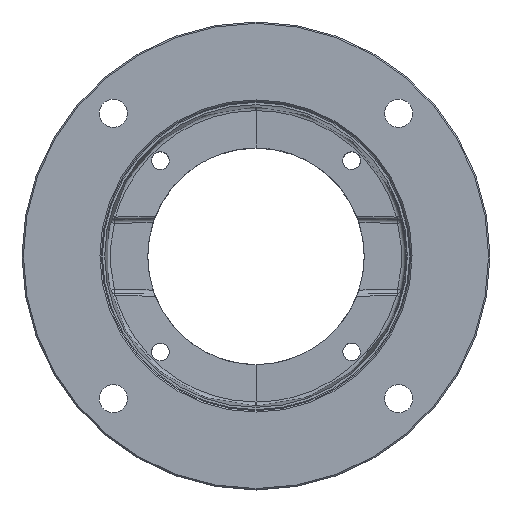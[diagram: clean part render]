
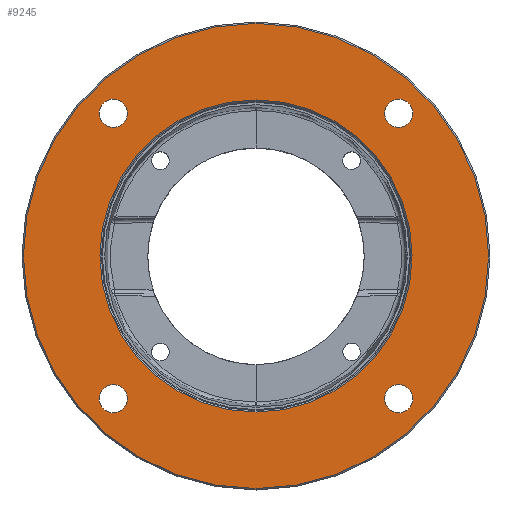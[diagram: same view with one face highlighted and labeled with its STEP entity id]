
A CAD part, top view. The second image highlights one B-rep face of the part: STEP entity #9245.
In plain terms, the highlighted planar face has unit normal (0, 0, 1).
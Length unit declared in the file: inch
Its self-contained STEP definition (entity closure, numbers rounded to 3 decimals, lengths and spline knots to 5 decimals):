
#12=CARTESIAN_POINT('',(0.,0.,-0.06));
#13=DIRECTION('',(0.,0.,1.));
#14=DIRECTION('',(0.,1.,0.));
#15=AXIS2_PLACEMENT_3D('',#12,#13,#14);
#21=CARTESIAN_POINT('',(0.,0.,-0.06));
#22=DIRECTION('',(0.,0.,-1.));
#23=DIRECTION('',(0.,1.,0.));
#24=AXIS2_PLACEMENT_3D('',#21,#22,#23);
#465=CARTESIAN_POINT('',(-2.07713,2.07713,-0.06));
#466=DIRECTION('',(0.,0.,-1.));
#467=DIRECTION('',(-0.707,0.707,0.));
#468=AXIS2_PLACEMENT_3D('',#465,#466,#467);
#470=CARTESIAN_POINT('',(-2.07713,2.07713,-0.06));
#471=DIRECTION('',(0.,0.,-1.));
#472=DIRECTION('',(0.707,-0.707,0.));
#473=AXIS2_PLACEMENT_3D('',#470,#471,#472);
#475=CARTESIAN_POINT('',(-2.07713,-2.07713,-0.06));
#476=DIRECTION('',(0.,0.,-1.));
#477=DIRECTION('',(-0.707,-0.707,0.));
#478=AXIS2_PLACEMENT_3D('',#475,#476,#477);
#480=CARTESIAN_POINT('',(-2.07713,-2.07713,-0.06));
#481=DIRECTION('',(0.,0.,-1.));
#482=DIRECTION('',(0.707,0.707,0.));
#483=AXIS2_PLACEMENT_3D('',#480,#481,#482);
#485=CARTESIAN_POINT('',(2.07713,-2.07713,-0.06));
#486=DIRECTION('',(0.,0.,-1.));
#487=DIRECTION('',(0.707,-0.707,0.));
#488=AXIS2_PLACEMENT_3D('',#485,#486,#487);
#490=CARTESIAN_POINT('',(2.07713,-2.07713,-0.06));
#491=DIRECTION('',(0.,0.,-1.));
#492=DIRECTION('',(-0.707,0.707,0.));
#493=AXIS2_PLACEMENT_3D('',#490,#491,#492);
#495=CARTESIAN_POINT('',(2.07713,2.07713,-0.06));
#496=DIRECTION('',(0.,0.,-1.));
#497=DIRECTION('',(0.707,0.707,0.));
#498=AXIS2_PLACEMENT_3D('',#495,#496,#497);
#500=CARTESIAN_POINT('',(2.07713,2.07713,-0.06));
#501=DIRECTION('',(0.,0.,-1.));
#502=DIRECTION('',(-0.707,-0.707,0.));
#503=AXIS2_PLACEMENT_3D('',#500,#501,#502);
#505=CARTESIAN_POINT('',(0.,0.,-0.06));
#506=DIRECTION('',(0.,0.,1.));
#507=DIRECTION('',(0.,1.,0.));
#508=AXIS2_PLACEMENT_3D('',#505,#506,#507);
#510=CARTESIAN_POINT('',(0.,0.,-0.06));
#511=DIRECTION('',(0.,0.,1.));
#512=DIRECTION('',(0.,-1.,0.));
#513=AXIS2_PLACEMENT_3D('',#510,#511,#512);
#8180=CARTESIAN_POINT('',(0.,3.385,-0.06));
#8181=CARTESIAN_POINT('',(0.,-3.385,-0.06));
#8182=VERTEX_POINT('',#8180);
#8183=VERTEX_POINT('',#8181);
#8208=CARTESIAN_POINT('',(-2.22208,2.22208,-0.06));
#8209=CARTESIAN_POINT('',(-1.93217,1.93217,-0.06));
#8210=VERTEX_POINT('',#8208);
#8211=VERTEX_POINT('',#8209);
#8228=CARTESIAN_POINT('',(-2.22208,-2.22208,-0.06));
#8229=CARTESIAN_POINT('',(-1.93217,-1.93217,-0.06));
#8230=VERTEX_POINT('',#8228);
#8231=VERTEX_POINT('',#8229);
#8236=CARTESIAN_POINT('',(2.22208,-2.22208,-0.06));
#8237=CARTESIAN_POINT('',(1.93217,-1.93217,-0.06));
#8238=VERTEX_POINT('',#8236);
#8239=VERTEX_POINT('',#8237);
#8244=CARTESIAN_POINT('',(2.22208,2.22208,-0.06));
#8245=CARTESIAN_POINT('',(1.93217,1.93217,-0.06));
#8246=VERTEX_POINT('',#8244);
#8247=VERTEX_POINT('',#8245);
#8268=CARTESIAN_POINT('',(0.,2.271,-0.06));
#8269=CARTESIAN_POINT('',(0.,-2.271,-0.06));
#8270=VERTEX_POINT('',#8268);
#8271=VERTEX_POINT('',#8269);
#9207=CARTESIAN_POINT('',(0.,0.,-0.06));
#9208=DIRECTION('',(0.,0.,1.));
#9209=DIRECTION('',(0.,1.,0.));
#9210=AXIS2_PLACEMENT_3D('',#9207,#9208,#9209);
#9211=PLANE('',#9210);
#9212=ORIENTED_EDGE('',*,*,#8399,.T.);
#9213=ORIENTED_EDGE('',*,*,#8384,.F.);
#9214=EDGE_LOOP('',(#9212,#9213));
#9215=FACE_OUTER_BOUND('',#9214,.F.);
#9217=ORIENTED_EDGE('',*,*,#9216,.F.);
#9219=ORIENTED_EDGE('',*,*,#9218,.F.);
#9220=EDGE_LOOP('',(#9217,#9219));
#9221=FACE_BOUND('',#9220,.F.);
#9223=ORIENTED_EDGE('',*,*,#9222,.F.);
#9225=ORIENTED_EDGE('',*,*,#9224,.F.);
#9226=EDGE_LOOP('',(#9223,#9225));
#9227=FACE_BOUND('',#9226,.F.);
#9229=ORIENTED_EDGE('',*,*,#9228,.F.);
#9231=ORIENTED_EDGE('',*,*,#9230,.F.);
#9232=EDGE_LOOP('',(#9229,#9231));
#9233=FACE_BOUND('',#9232,.F.);
#9235=ORIENTED_EDGE('',*,*,#9234,.F.);
#9237=ORIENTED_EDGE('',*,*,#9236,.F.);
#9238=EDGE_LOOP('',(#9235,#9237));
#9239=FACE_BOUND('',#9238,.F.);
#9241=ORIENTED_EDGE('',*,*,#9240,.T.);
#9242=ORIENTED_EDGE('',*,*,#9197,.T.);
#9243=EDGE_LOOP('',(#9241,#9242));
#9244=FACE_BOUND('',#9243,.F.);
#9245=ADVANCED_FACE('',(#9215,#9221,#9227,#9233,#9239,#9244),#9211,.T.);
#16=CIRCLE('',#15,3.385);
#25=CIRCLE('',#24,3.385);
#469=CIRCLE('',#468,0.205);
#474=CIRCLE('',#473,0.205);
#479=CIRCLE('',#478,0.205);
#484=CIRCLE('',#483,0.205);
#489=CIRCLE('',#488,0.205);
#494=CIRCLE('',#493,0.205);
#499=CIRCLE('',#498,0.205);
#504=CIRCLE('',#503,0.205);
#509=CIRCLE('',#508,2.271);
#514=CIRCLE('',#513,2.271);
#8384=EDGE_CURVE('',#8182,#8183,#16,.T.);
#8399=EDGE_CURVE('',#8182,#8183,#25,.T.);
#9197=EDGE_CURVE('',#8271,#8270,#514,.T.);
#9216=EDGE_CURVE('',#8210,#8211,#469,.T.);
#9218=EDGE_CURVE('',#8211,#8210,#474,.T.);
#9222=EDGE_CURVE('',#8230,#8231,#479,.T.);
#9224=EDGE_CURVE('',#8231,#8230,#484,.T.);
#9228=EDGE_CURVE('',#8238,#8239,#489,.T.);
#9230=EDGE_CURVE('',#8239,#8238,#494,.T.);
#9234=EDGE_CURVE('',#8246,#8247,#499,.T.);
#9236=EDGE_CURVE('',#8247,#8246,#504,.T.);
#9240=EDGE_CURVE('',#8270,#8271,#509,.T.);
